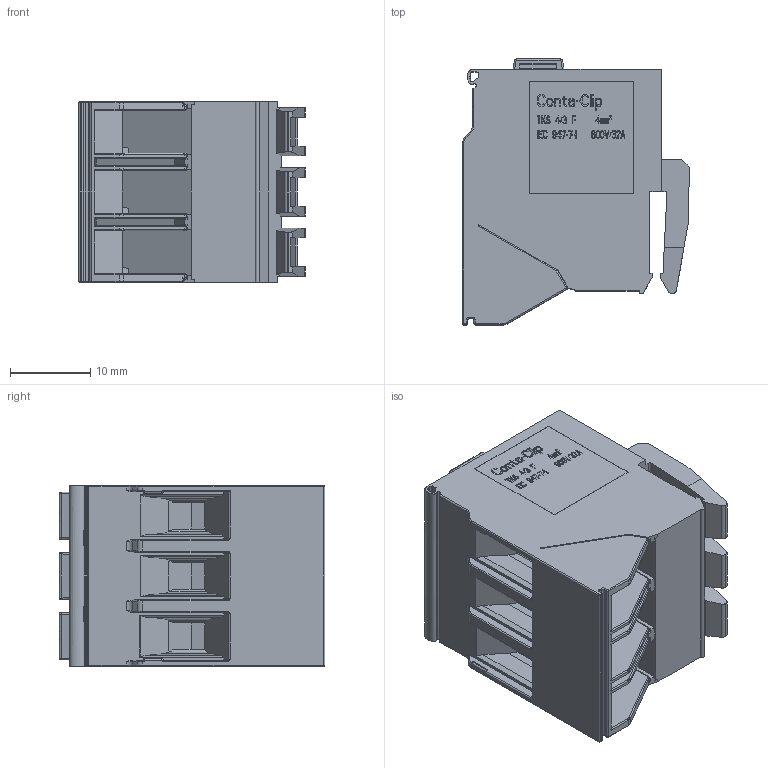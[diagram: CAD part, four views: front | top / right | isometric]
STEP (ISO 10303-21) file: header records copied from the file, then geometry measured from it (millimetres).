
FILE_DESCRIPTION((''),'2;1');
FILE_NAME('TKS40F_3_3D_VOLUMEN','2009-08-06T',('Ludolph'),(''),'PRO/ENGINEER BY PARAMETRIC TECHNOLOGY CORPORATION, 2007390','PRO/ENGINEER BY PARAMETRIC TECHNOLOGY CORPORATION, 2007390','');
FILE_SCHEMA(('CONFIG_CONTROL_DESIGN'));
Length unit declared in the file: millimetre
Products named in the file (1): TKS40F_3_3D_VOLUMEN
Bounding box: 28.23 x 33.11 x 22.5 mm (x, y, z)
Volume: 12196 mm3; surface area: 8749.3 mm2
Topology: 1 solids, 1 shells, 1944 faces, 5471 edges, 3554 vertices
Faces by surface type: plane 1578, cylinder 239, bspline 65, torus 52, extrusion 6, sphere 4
Entity records: 63675 total; most frequent: CARTESIAN_POINT 13724, ORIENTED_EDGE 10934, DIRECTION 9485, EDGE_CURVE 5467, VECTOR 4797, LINE 4791, VERTEX_POINT 3554, AXIS2_PLACEMENT_3D 2344
